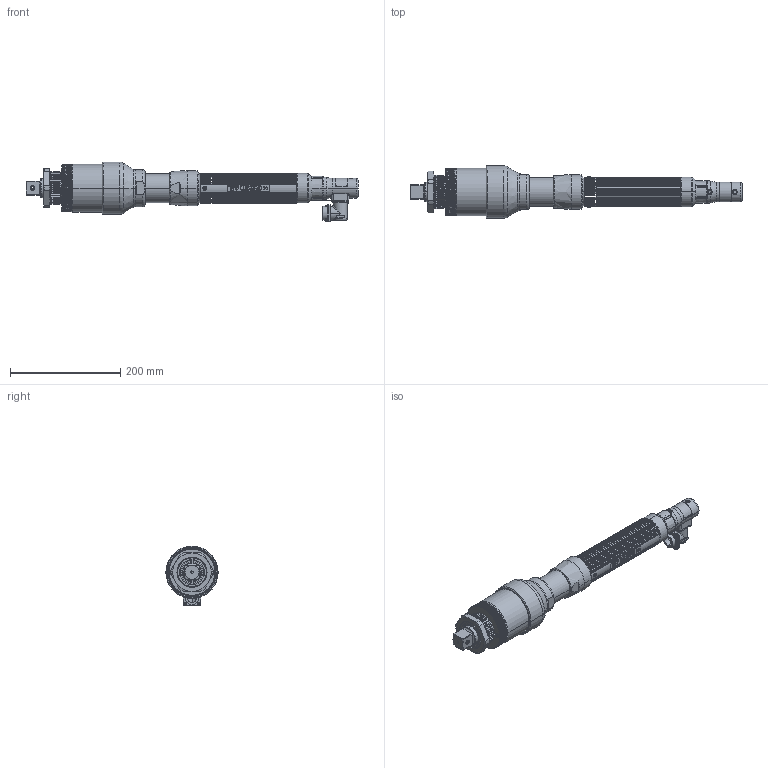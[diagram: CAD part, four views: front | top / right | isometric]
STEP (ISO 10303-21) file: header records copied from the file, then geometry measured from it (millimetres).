
FILE_DESCRIPTION((''),'2;1');
FILE_NAME('EB55MB5-800R','2013-06-20T',('MAM0508'),(''),'PRO/ENGINEER BY PARAMETRIC TECHNOLOGY CORPORATION, 2010430','PRO/ENGINEER BY PARAMETRIC TECHNOLOGY CORPORATION, 2010430','');
FILE_SCHEMA(('CONFIG_CONTROL_DESIGN'));
Length unit declared in the file: inch
Products named in the file (1): EB55MB5-800R
Bounding box: 601.96 x 95 x 108.71 mm (x, y, z)
Surface area: 181936.2 mm2 (no closed solid volume)
Topology: 0 solids, 205 shells, 607 faces, 3491 edges, 2986 vertices
Faces by surface type: cylinder 285, plane 129, extrusion 58, cone 51, torus 43, bspline 40, sphere 1
Entity records: 47659 total; most frequent: CARTESIAN_POINT 22949, DIRECTION 4572, ORIENTED_EDGE 4272, EDGE_CURVE 3490, VERTEX_POINT 2986, VECTOR 1722, LINE 1664, AXIS2_PLACEMENT_3D 1425
